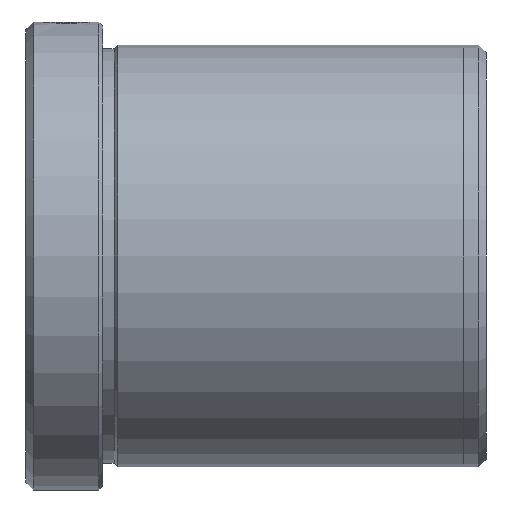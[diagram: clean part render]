
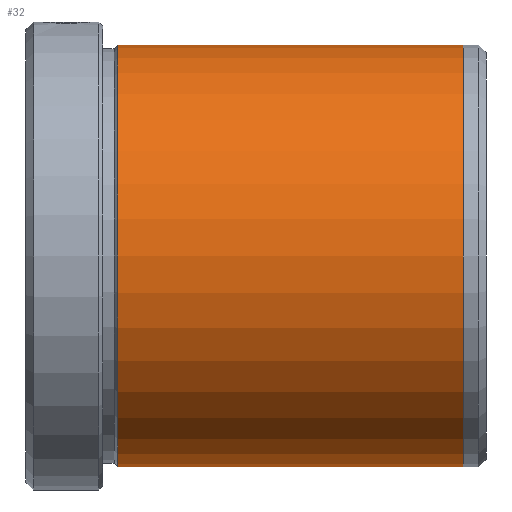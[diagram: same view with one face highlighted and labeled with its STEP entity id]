
A CAD part, left-side view. The second image highlights one B-rep face of the part: STEP entity #32.
In plain terms, the highlighted cylindrical face has radius 27.5 mm (diameter 55 mm), a partial arc.
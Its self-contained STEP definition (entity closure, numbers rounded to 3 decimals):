
#32 = ADVANCED_FACE ( 'NONE', ( #78 ), #387, .T. ) ;
#37 = DIRECTION ( 'NONE',  ( 0., 1., 0. ) ) ;
#76 = VECTOR ( 'NONE', #37, 1000. ) ;
#78 = FACE_OUTER_BOUND ( 'NONE', #1393, .T. ) ;
#298 = ORIENTED_EDGE ( 'NONE', *, *, #1120, .F. ) ;
#309 = CARTESIAN_POINT ( 'NONE',  ( 0., 0., -27.5 ) ) ;
#347 = CARTESIAN_POINT ( 'NONE',  ( 0., -12., 0. ) ) ;
#387 = CYLINDRICAL_SURFACE ( 'NONE', #1124, 27.5 ) ;
#408 = DIRECTION ( 'NONE',  ( 0., -1., 0. ) ) ;
#430 = LINE ( 'NONE', #309, #76 ) ;
#457 = CARTESIAN_POINT ( 'NONE',  ( 0., -57., 27.5 ) ) ;
#465 = EDGE_CURVE ( 'NONE', #1045, #719, #966, .T. ) ;
#485 = DIRECTION ( 'NONE',  ( 0., 0., 1. ) ) ;
#593 = ORIENTED_EDGE ( 'NONE', *, *, #465, .F. ) ;
#636 = EDGE_CURVE ( 'NONE', #719, #1468, #430, .T. ) ;
#719 = VERTEX_POINT ( 'NONE', #1498 ) ;
#724 = CARTESIAN_POINT ( 'NONE',  ( 0., -12., 27.5 ) ) ;
#833 = AXIS2_PLACEMENT_3D ( 'NONE', #347, #1312, #485 ) ;
#966 = CIRCLE ( 'NONE', #1001, 27.5 ) ;
#971 = ORIENTED_EDGE ( 'NONE', *, *, #1111, .T. ) ;
#1001 = AXIS2_PLACEMENT_3D ( 'NONE', #1228, #408, #1376 ) ;
#1028 = CARTESIAN_POINT ( 'NONE',  ( 0., 0., 27.5 ) ) ;
#1045 = VERTEX_POINT ( 'NONE', #457 ) ;
#1048 = VERTEX_POINT ( 'NONE', #724 ) ;
#1072 = CARTESIAN_POINT ( 'NONE',  ( 0., 0., 0. ) ) ;
#1079 = DIRECTION ( 'NONE',  ( 0., 0., 1. ) ) ;
#1111 = EDGE_CURVE ( 'NONE', #1045, #1048, #1164, .T. ) ;
#1120 = EDGE_CURVE ( 'NONE', #1468, #1048, #1557, .T. ) ;
#1124 = AXIS2_PLACEMENT_3D ( 'NONE', #1072, #1204, #1079 ) ;
#1164 = LINE ( 'NONE', #1028, #1214 ) ;
#1204 = DIRECTION ( 'NONE',  ( 0., 1., 0. ) ) ;
#1214 = VECTOR ( 'NONE', #1306, 1000. ) ;
#1228 = CARTESIAN_POINT ( 'NONE',  ( 0., -57., 0. ) ) ;
#1306 = DIRECTION ( 'NONE',  ( 0., 1., 0. ) ) ;
#1312 = DIRECTION ( 'NONE',  ( 0., 1., 0. ) ) ;
#1323 = CARTESIAN_POINT ( 'NONE',  ( 0., -12., -27.5 ) ) ;
#1376 = DIRECTION ( 'NONE',  ( 0., 0., -1. ) ) ;
#1393 = EDGE_LOOP ( 'NONE', ( #1601, #593, #971, #298 ) ) ;
#1468 = VERTEX_POINT ( 'NONE', #1323 ) ;
#1498 = CARTESIAN_POINT ( 'NONE',  ( 0., -57., -27.5 ) ) ;
#1557 = CIRCLE ( 'NONE', #833, 27.5 ) ;
#1601 = ORIENTED_EDGE ( 'NONE', *, *, #636, .F. ) ;
